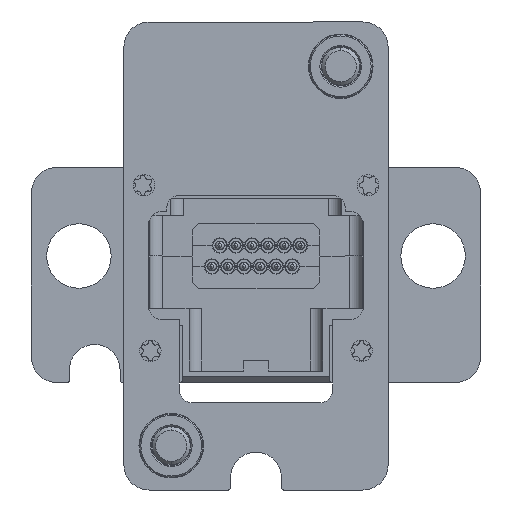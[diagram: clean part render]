
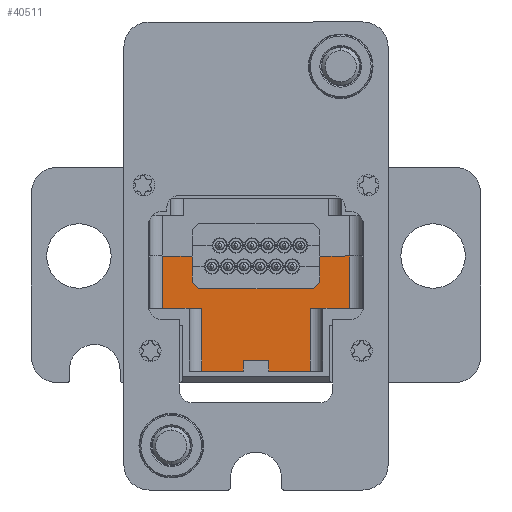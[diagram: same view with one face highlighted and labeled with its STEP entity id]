
A CAD part, front view. The second image highlights one B-rep face of the part: STEP entity #40511.
In plain terms, the highlighted planar face has unit normal (0, -1, 0).
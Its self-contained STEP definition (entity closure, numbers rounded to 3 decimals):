
#15 = DIRECTION ( 'NONE',  ( 1., 0., 0. ) ) ;
#387 = DIRECTION ( 'NONE',  ( 0., 0., -1. ) ) ;
#624 = VECTOR ( 'NONE', #3932, 1000. ) ;
#1294 = LINE ( 'NONE', #20595, #15151 ) ;
#1321 = VERTEX_POINT ( 'NONE', #39463 ) ;
#1549 = LINE ( 'NONE', #7758, #23221 ) ;
#1635 = VERTEX_POINT ( 'NONE', #10551 ) ;
#1956 = VERTEX_POINT ( 'NONE', #11512 ) ;
#1959 = CARTESIAN_POINT ( 'NONE',  ( 4.295, -16.5, -9.1 ) ) ;
#2541 = CARTESIAN_POINT ( 'NONE',  ( 5.03, -16.5, -0.83 ) ) ;
#2655 = CARTESIAN_POINT ( 'NONE',  ( -5.03, -16.5, -0.83 ) ) ;
#3220 = ORIENTED_EDGE ( 'NONE', *, *, #5484, .T. ) ;
#3279 = DIRECTION ( 'NONE',  ( 0., 0., 1. ) ) ;
#3330 = CARTESIAN_POINT ( 'NONE',  ( 7.4, -16.5, 0. ) ) ;
#3390 = CARTESIAN_POINT ( 'NONE',  ( -5.03, -16.5, 2.58 ) ) ;
#3584 = LINE ( 'NONE', #29624, #36370 ) ;
#3680 = LINE ( 'NONE', #29498, #24556 ) ;
#3932 = DIRECTION ( 'NONE',  ( -1., 0., 0. ) ) ;
#4150 = ORIENTED_EDGE ( 'NONE', *, *, #21075, .T. ) ;
#4746 = ORIENTED_EDGE ( 'NONE', *, *, #13228, .F. ) ;
#5061 = VERTEX_POINT ( 'NONE', #2541 ) ;
#5172 = LINE ( 'NONE', #14823, #12394 ) ;
#5484 = EDGE_CURVE ( 'NONE', #13157, #1956, #24060, .T. ) ;
#6407 = VERTEX_POINT ( 'NONE', #32955 ) ;
#6887 = CARTESIAN_POINT ( 'NONE',  ( 7.4, -16.5, 0. ) ) ;
#7271 = EDGE_LOOP ( 'NONE', ( #4746, #26504, #34097, #3220, #41156, #30153, #4150, #40532, #32600, #37949, #9024, #28952, #20214, #38337, #33082, #32995 ) ) ;
#7527 = VERTEX_POINT ( 'NONE', #2655 ) ;
#7758 = CARTESIAN_POINT ( 'NONE',  ( 8.4, -16.5, -4.15 ) ) ;
#8381 = VECTOR ( 'NONE', #36676, 1000. ) ;
#8577 = DIRECTION ( 'NONE',  ( -0.707, 0., 0.707 ) ) ;
#8825 = DIRECTION ( 'NONE',  ( 0., 0., 1. ) ) ;
#9024 = ORIENTED_EDGE ( 'NONE', *, *, #12817, .F. ) ;
#9147 = VERTEX_POINT ( 'NONE', #21863 ) ;
#9906 = VERTEX_POINT ( 'NONE', #1959 ) ;
#10551 = CARTESIAN_POINT ( 'NONE',  ( 5.03, -16.5, 0. ) ) ;
#10575 = EDGE_CURVE ( 'NONE', #24535, #6407, #1549, .T. ) ;
#11175 = VECTOR ( 'NONE', #8825, 1000. ) ;
#11266 = DIRECTION ( 'NONE',  ( -1., 0., 0. ) ) ;
#11512 = CARTESIAN_POINT ( 'NONE',  ( -4.295, -16.5, -4.15 ) ) ;
#11980 = EDGE_CURVE ( 'NONE', #33789, #9147, #1294, .T. ) ;
#12394 = VECTOR ( 'NONE', #27820, 1000. ) ;
#12817 = EDGE_CURVE ( 'NONE', #5061, #1635, #31658, .T. ) ;
#13149 = VERTEX_POINT ( 'NONE', #31372 ) ;
#13157 = VERTEX_POINT ( 'NONE', #38235 ) ;
#13228 = EDGE_CURVE ( 'NONE', #26081, #7527, #32228, .T. ) ;
#13722 = CARTESIAN_POINT ( 'NONE',  ( 4.295, -16.5, 0. ) ) ;
#14368 = VECTOR ( 'NONE', #17680, 1000. ) ;
#14370 = DIRECTION ( 'NONE',  ( -1., 0., 0. ) ) ;
#14402 = VERTEX_POINT ( 'NONE', #25126 ) ;
#14650 = EDGE_CURVE ( 'NONE', #26081, #13149, #17445, .T. ) ;
#14823 = CARTESIAN_POINT ( 'NONE',  ( 4.53, -16.5, -2.58 ) ) ;
#15001 = CARTESIAN_POINT ( 'NONE',  ( 4.53, -16.5, -2.58 ) ) ;
#15080 = CARTESIAN_POINT ( 'NONE',  ( -5.295, -16.5, -4.15 ) ) ;
#15151 = VECTOR ( 'NONE', #14370, 1000. ) ;
#16247 = VERTEX_POINT ( 'NONE', #31893 ) ;
#16974 = FACE_OUTER_BOUND ( 'NONE', #7271, .T. ) ;
#17116 = VECTOR ( 'NONE', #25474, 1000. ) ;
#17445 = LINE ( 'NONE', #33601, #624 ) ;
#17680 = DIRECTION ( 'NONE',  ( 1., 0., 0. ) ) ;
#18647 = LINE ( 'NONE', #35028, #29414 ) ;
#19612 = EDGE_CURVE ( 'NONE', #16247, #33789, #5172, .T. ) ;
#19644 = LINE ( 'NONE', #26880, #8381 ) ;
#20214 = ORIENTED_EDGE ( 'NONE', *, *, #19612, .T. ) ;
#20595 = CARTESIAN_POINT ( 'NONE',  ( 0., -16.5, -2.58 ) ) ;
#21000 = CARTESIAN_POINT ( 'NONE',  ( 0., -16.5, 0. ) ) ;
#21026 = DIRECTION ( 'NONE',  ( 1., 0., 0. ) ) ;
#21075 = EDGE_CURVE ( 'NONE', #9906, #24535, #39174, .T. ) ;
#21141 = EDGE_CURVE ( 'NONE', #7527, #1321, #24197, .T. ) ;
#21425 = VECTOR ( 'NONE', #3279, 1000. ) ;
#21863 = CARTESIAN_POINT ( 'NONE',  ( -4.53, -16.5, -2.58 ) ) ;
#22509 = LINE ( 'NONE', #35483, #32150 ) ;
#22695 = LINE ( 'NONE', #28654, #17116 ) ;
#22697 = VERTEX_POINT ( 'NONE', #3330 ) ;
#23221 = VECTOR ( 'NONE', #21026, 1000. ) ;
#23777 = DIRECTION ( 'NONE',  ( 0., 0., -1. ) ) ;
#24060 = LINE ( 'NONE', #15080, #14368 ) ;
#24197 = LINE ( 'NONE', #33550, #31660 ) ;
#24535 = VERTEX_POINT ( 'NONE', #35319 ) ;
#24556 = VECTOR ( 'NONE', #32928, 1000. ) ;
#25126 = CARTESIAN_POINT ( 'NONE',  ( -4.295, -16.5, -9.1 ) ) ;
#25217 = EDGE_CURVE ( 'NONE', #9147, #1321, #18647, .T. ) ;
#25474 = DIRECTION ( 'NONE',  ( 0., 0., -1. ) ) ;
#26081 = VERTEX_POINT ( 'NONE', #34880 ) ;
#26504 = ORIENTED_EDGE ( 'NONE', *, *, #14650, .T. ) ;
#26880 = CARTESIAN_POINT ( 'NONE',  ( -4.295, -16.5, 0. ) ) ;
#27805 = DIRECTION ( 'NONE',  ( 0., -1., 0. ) ) ;
#27820 = DIRECTION ( 'NONE',  ( -0.707, 0., -0.707 ) ) ;
#28216 = VECTOR ( 'NONE', #32715, 1000. ) ;
#28654 = CARTESIAN_POINT ( 'NONE',  ( -7.4, -16.5, 0. ) ) ;
#28952 = ORIENTED_EDGE ( 'NONE', *, *, #38377, .F. ) ;
#29115 = LINE ( 'NONE', #6887, #21425 ) ;
#29414 = VECTOR ( 'NONE', #8577, 1000. ) ;
#29498 = CARTESIAN_POINT ( 'NONE',  ( 5.03, -16.5, -2.58 ) ) ;
#29624 = CARTESIAN_POINT ( 'NONE',  ( 8.4, -16.5, 0. ) ) ;
#29931 = EDGE_CURVE ( 'NONE', #14402, #9906, #22509, .T. ) ;
#30153 = ORIENTED_EDGE ( 'NONE', *, *, #29931, .T. ) ;
#30569 = EDGE_CURVE ( 'NONE', #1956, #14402, #19644, .T. ) ;
#31372 = CARTESIAN_POINT ( 'NONE',  ( -7.4, -16.5, 0. ) ) ;
#31428 = CARTESIAN_POINT ( 'NONE',  ( 5.03, -16.5, 2.58 ) ) ;
#31658 = LINE ( 'NONE', #31428, #11175 ) ;
#31660 = VECTOR ( 'NONE', #23777, 1000. ) ;
#31682 = AXIS2_PLACEMENT_3D ( 'NONE', #21000, #27805, #37852 ) ;
#31893 = CARTESIAN_POINT ( 'NONE',  ( 5.03, -16.5, -2.08 ) ) ;
#32150 = VECTOR ( 'NONE', #15, 1000. ) ;
#32228 = LINE ( 'NONE', #3390, #35851 ) ;
#32600 = ORIENTED_EDGE ( 'NONE', *, *, #40389, .T. ) ;
#32715 = DIRECTION ( 'NONE',  ( 0., 0., 1. ) ) ;
#32928 = DIRECTION ( 'NONE',  ( 0., 0., 1. ) ) ;
#32955 = CARTESIAN_POINT ( 'NONE',  ( 7.4, -16.5, -4.15 ) ) ;
#32995 = ORIENTED_EDGE ( 'NONE', *, *, #21141, .F. ) ;
#33082 = ORIENTED_EDGE ( 'NONE', *, *, #25217, .T. ) ;
#33550 = CARTESIAN_POINT ( 'NONE',  ( -5.03, -16.5, -2.58 ) ) ;
#33601 = CARTESIAN_POINT ( 'NONE',  ( 8.4, -16.5, 0. ) ) ;
#33789 = VERTEX_POINT ( 'NONE', #15001 ) ;
#34097 = ORIENTED_EDGE ( 'NONE', *, *, #37867, .T. ) ;
#34880 = CARTESIAN_POINT ( 'NONE',  ( -5.03, -16.5, 0. ) ) ;
#35028 = CARTESIAN_POINT ( 'NONE',  ( -4.53, -16.5, -2.58 ) ) ;
#35319 = CARTESIAN_POINT ( 'NONE',  ( 4.295, -16.5, -4.15 ) ) ;
#35483 = CARTESIAN_POINT ( 'NONE',  ( 5.295, -16.5, -9.1 ) ) ;
#35851 = VECTOR ( 'NONE', #387, 1000. ) ;
#36370 = VECTOR ( 'NONE', #11266, 1000. ) ;
#36586 = PLANE ( 'NONE',  #31682 ) ;
#36676 = DIRECTION ( 'NONE',  ( 0., 0., -1. ) ) ;
#37852 = DIRECTION ( 'NONE',  ( 0., 0., 1. ) ) ;
#37867 = EDGE_CURVE ( 'NONE', #13149, #13157, #22695, .T. ) ;
#37949 = ORIENTED_EDGE ( 'NONE', *, *, #39976, .T. ) ;
#38235 = CARTESIAN_POINT ( 'NONE',  ( -7.4, -16.5, -4.15 ) ) ;
#38337 = ORIENTED_EDGE ( 'NONE', *, *, #11980, .T. ) ;
#38377 = EDGE_CURVE ( 'NONE', #16247, #5061, #3680, .T. ) ;
#39174 = LINE ( 'NONE', #13722, #28216 ) ;
#39463 = CARTESIAN_POINT ( 'NONE',  ( -5.03, -16.5, -2.08 ) ) ;
#39976 = EDGE_CURVE ( 'NONE', #22697, #1635, #3584, .T. ) ;
#40389 = EDGE_CURVE ( 'NONE', #6407, #22697, #29115, .T. ) ;
#40511 = ADVANCED_FACE ( 'NONE', ( #16974 ), #36586, .T. ) ;
#40532 = ORIENTED_EDGE ( 'NONE', *, *, #10575, .T. ) ;
#41156 = ORIENTED_EDGE ( 'NONE', *, *, #30569, .T. ) ;
